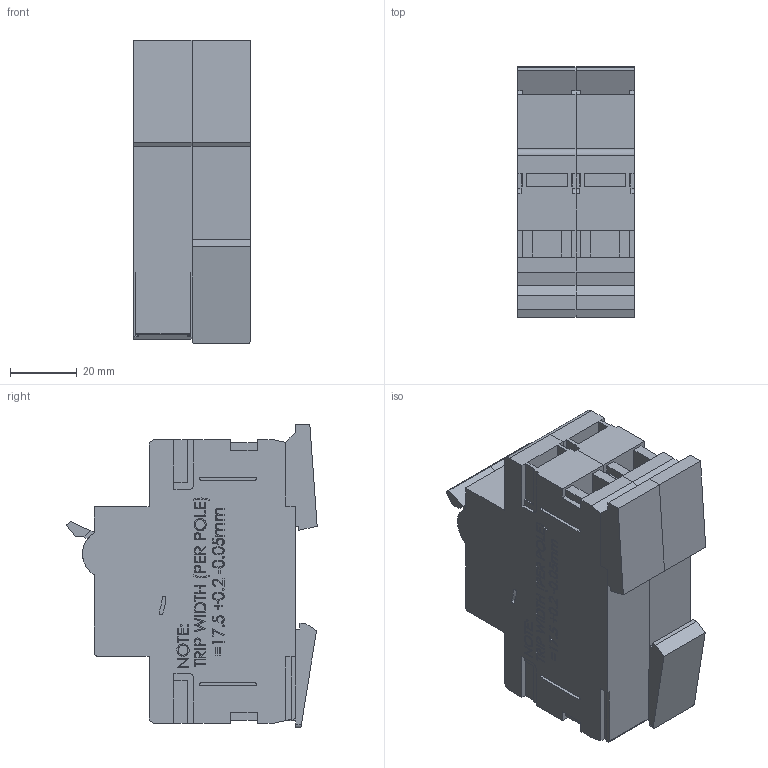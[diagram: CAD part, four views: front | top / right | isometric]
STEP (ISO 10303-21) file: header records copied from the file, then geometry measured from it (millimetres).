
FILE_DESCRIPTION (( 'STEP AP214' ), '1' );
FILE_NAME ('Techna Jtec UL 2 Pole.STEP', '2020-05-21T09:58:39', ( '' ), ( '' ), 'SwSTEP 2.0', 'SolidWorks 2020', '' );
FILE_SCHEMA (( 'AUTOMOTIVE_DESIGN' ));
Length unit declared in the file: millimetre
Products named in the file (3): JtecUL_2 DIN Clips; JtecUL_DIN Clip 1; Techna Jtec UL 2 Pole
Assembly tree (2 placements, depth 2):
  Techna Jtec UL 2 Pole
    JtecUL_2 DIN Clips
    JtecUL_DIN Clip 1
Bounding box: 35 x 75.18 x 91.27 mm (x, y, z)
Volume: 161102.8 mm3; surface area: 38838 mm2
Topology: 5 solids, 5 shells, 1597 faces, 4304 edges, 2864 vertices
Faces by surface type: plane 1080, bspline 317, cylinder 196, sphere 4
Entity records: 73283 total; most frequent: CARTESIAN_POINT 29777, ORIENTED_EDGE 8592, DIRECTION 6672, EDGE_CURVE 4296, VECTOR 3218, LINE 3218, VERTEX_POINT 2860, EDGE_LOOP 1748
